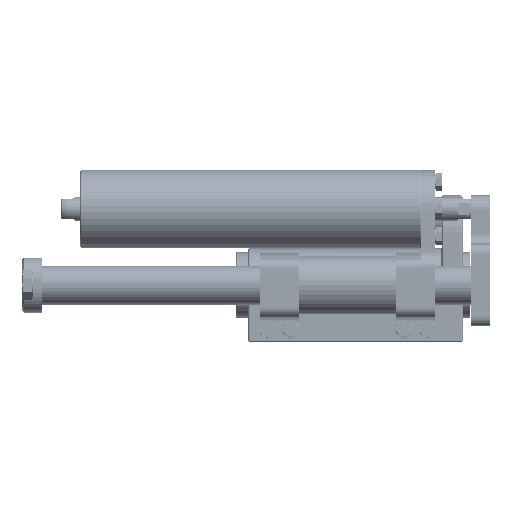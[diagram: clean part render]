
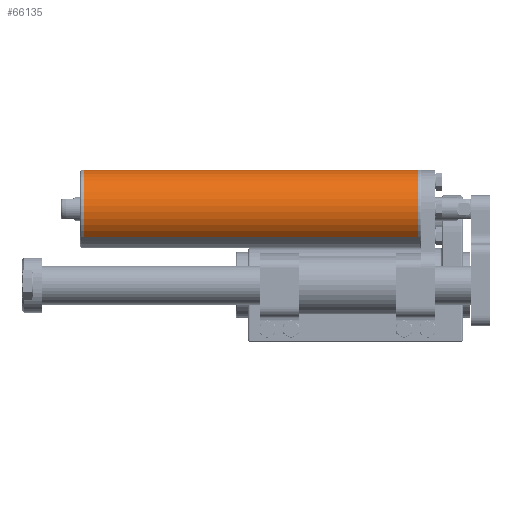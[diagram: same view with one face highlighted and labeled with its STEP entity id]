
A CAD part, top view. The second image highlights one B-rep face of the part: STEP entity #66135.
In plain terms, the highlighted cylindrical face has radius 20 mm (diameter 40 mm), a partial arc.
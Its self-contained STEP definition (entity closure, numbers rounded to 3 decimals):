
#1003 = ORIENTED_EDGE ( 'NONE', *, *, #31384, .F. ) ;
#1025 = ORIENTED_EDGE ( 'NONE', *, *, #60296, .T. ) ;
#3325 = DIRECTION ( 'NONE',  ( 0., -1., 0. ) ) ;
#7513 = ORIENTED_EDGE ( 'NONE', *, *, #29056, .T. ) ;
#7803 = FACE_OUTER_BOUND ( 'NONE', #58538, .T. ) ;
#13052 = DIRECTION ( 'NONE',  ( 0., -1., 0. ) ) ;
#14867 = CIRCLE ( 'NONE', #53549, 20. ) ;
#18297 = VERTEX_POINT ( 'NONE', #54563 ) ;
#24142 = DIRECTION ( 'NONE',  ( 0., -1., 0. ) ) ;
#24324 = DIRECTION ( 'NONE',  ( 0., 0., -1. ) ) ;
#26985 = AXIS2_PLACEMENT_3D ( 'NONE', #61137, #29337, #50444 ) ;
#28306 = CARTESIAN_POINT ( 'NONE',  ( 0., 173., 20. ) ) ;
#28975 = VECTOR ( 'NONE', #13052, 1000. ) ;
#29056 = EDGE_CURVE ( 'NONE', #54873, #18297, #14867, .T. ) ;
#29337 = DIRECTION ( 'NONE',  ( 0., -1., 0. ) ) ;
#29675 = CARTESIAN_POINT ( 'NONE',  ( 0., 173., 0. ) ) ;
#30321 = VERTEX_POINT ( 'NONE', #37563 ) ;
#31384 = EDGE_CURVE ( 'NONE', #54873, #33675, #36191, .T. ) ;
#33675 = VERTEX_POINT ( 'NONE', #63182 ) ;
#33800 = LINE ( 'NONE', #54862, #28975 ) ;
#36191 = LINE ( 'NONE', #57241, #59306 ) ;
#37563 = CARTESIAN_POINT ( 'NONE',  ( 0., 2., -20. ) ) ;
#43362 = AXIS2_PLACEMENT_3D ( 'NONE', #49956, #3325, #24324 ) ;
#46930 = DIRECTION ( 'NONE',  ( 0., -1., 0. ) ) ;
#49956 = CARTESIAN_POINT ( 'NONE',  ( 0., -0.6, 0. ) ) ;
#50444 = DIRECTION ( 'NONE',  ( 0., 0., -1. ) ) ;
#50636 = CYLINDRICAL_SURFACE ( 'NONE', #43362, 20. ) ;
#51053 = EDGE_CURVE ( 'NONE', #33675, #30321, #52410, .T. ) ;
#52410 = CIRCLE ( 'NONE', #26985, 20. ) ;
#52722 = ORIENTED_EDGE ( 'NONE', *, *, #51053, .F. ) ;
#53549 = AXIS2_PLACEMENT_3D ( 'NONE', #29675, #24142, #67357 ) ;
#54563 = CARTESIAN_POINT ( 'NONE',  ( 0., 173., -20. ) ) ;
#54862 = CARTESIAN_POINT ( 'NONE',  ( 0., -0.6, -20. ) ) ;
#54873 = VERTEX_POINT ( 'NONE', #28306 ) ;
#57241 = CARTESIAN_POINT ( 'NONE',  ( 0., -0.6, 20. ) ) ;
#58538 = EDGE_LOOP ( 'NONE', ( #1003, #7513, #1025, #52722 ) ) ;
#59306 = VECTOR ( 'NONE', #46930, 1000. ) ;
#60296 = EDGE_CURVE ( 'NONE', #18297, #30321, #33800, .T. ) ;
#61137 = CARTESIAN_POINT ( 'NONE',  ( 0., 2., 0. ) ) ;
#63182 = CARTESIAN_POINT ( 'NONE',  ( 0., 2., 20. ) ) ;
#66135 = ADVANCED_FACE ( 'NONE', ( #7803 ), #50636, .T. ) ;
#67357 = DIRECTION ( 'NONE',  ( 0., 0., -1. ) ) ;
